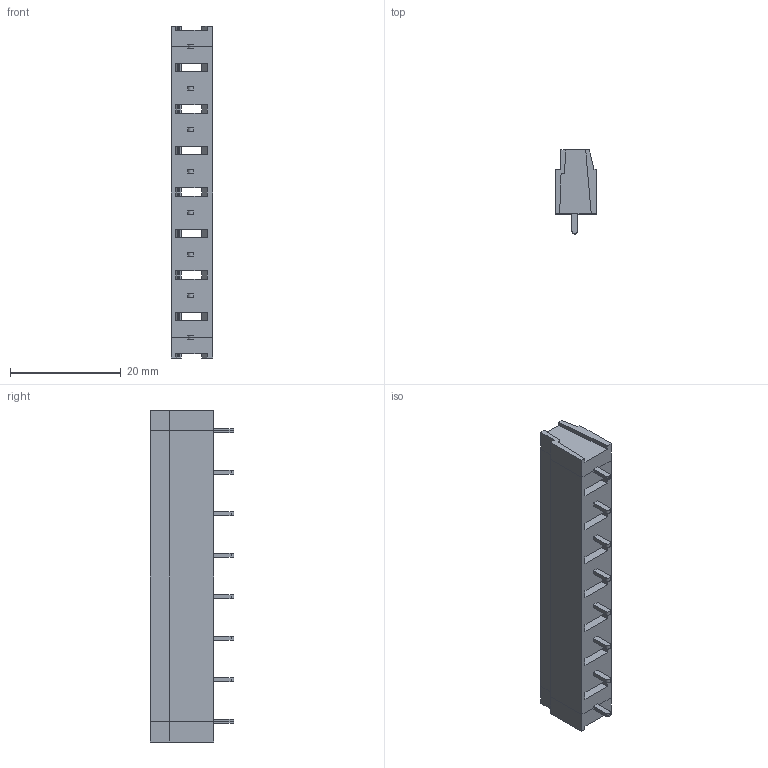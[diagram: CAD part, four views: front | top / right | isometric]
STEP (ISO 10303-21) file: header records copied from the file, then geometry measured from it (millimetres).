
FILE_DESCRIPTION( ( 'Unknown' ), '1' );
FILE_NAME( '691137910008.stp', 'Unknown', ( 'Unknown' ), ( 'Unknown' ), 'PSStep 17.0.49', 'Unknown', ' ' );
FILE_SCHEMA( ( 'AUTOMOTIVE_DESIGN { 1 0 10303 214 1 1 1 1 }' ) );
Length unit declared in the file: millimetre
Products named in the file (4): Assem1; MRT12P7.5_DX; MRT12P7.5_SX; MRT12P7.5_CNT
Assembly tree (3 placements, depth 2):
  Assem1
    MRT12P7.5_DX
    MRT12P7.5_SX
    MRT12P7.5_CNT
Bounding box: 7.5 x 15.1 x 60 mm (x, y, z)
Volume: 3198.2 mm3; surface area: 6407.6 mm2
Topology: 3 solids, 9 shells, 710 faces, 2112 edges, 1376 vertices
Faces by surface type: plane 530, cylinder 180
Full cylindrical faces by diameter (mm): 2.5 x12, 3.7 x12
Entity records: 29742 total; most frequent: CARTESIAN_POINT 4586, ORIENTED_EDGE 4152, DIRECTION 3916, EDGE_CURVE 2076, LINE 1648, VECTOR 1648, VERTEX_POINT 1364, AXIS2_PLACEMENT_3D 1134
